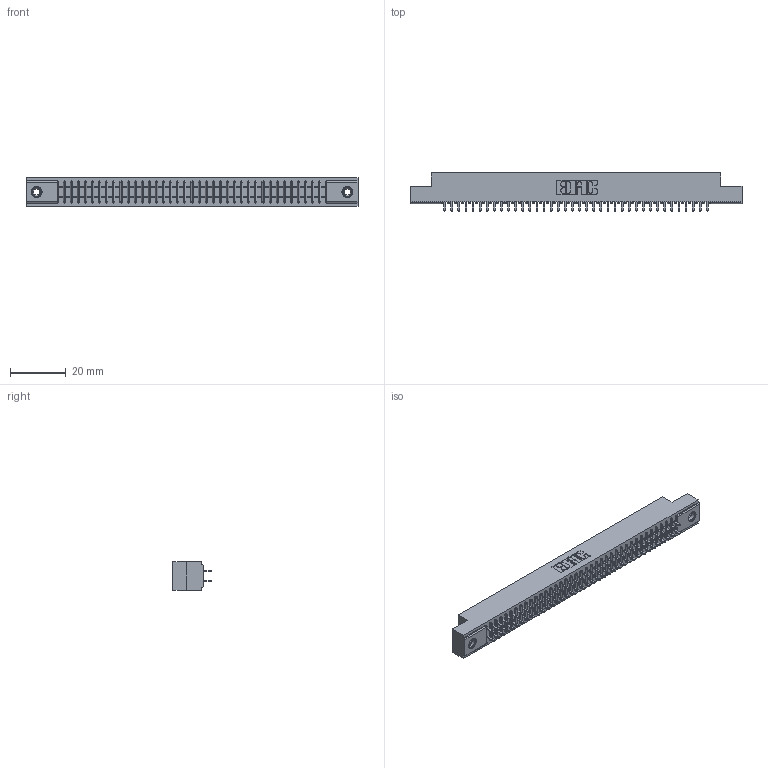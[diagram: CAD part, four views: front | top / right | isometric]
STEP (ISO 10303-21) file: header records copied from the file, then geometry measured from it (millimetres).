
FILE_DESCRIPTION (( 'STEP AP203' ), '1' );
FILE_NAME ('391-076-524-208.STEP', '2018-08-09T15:02:53', ( '' ), ( '' ), 'SwSTEP 2.0', 'SolidWorks 2016', '' );
FILE_SCHEMA (( 'CONFIG_CONTROL_DESIGN' ));
Length unit declared in the file: inch
Products named in the file (4): 341 Part_.156 (3.96) Dia Mounting Holes; 341-292-001_341-292-124; 345-250-001_345-250-003-102; 391-076-524-208
Assembly tree (79 placements, depth 2):
  391-076-524-208
    341 Part_.156 (3.96) Dia Mounting Holes
    341-292-001_341-292-124  x76
    345-250-001_345-250-003-102  x2
Bounding box: 118.75 x 13.64 x 10.16 mm (x, y, z)
Volume: 8751.5 mm3; surface area: 15280.9 mm2
Topology: 79 solids, 79 shells, 5192 faces, 15006 edges, 9714 vertices
Faces by surface type: plane 3140, cylinder 1884, sphere 78, torus 78, cone 12
Entity records: 47706 total; most frequent: CARTESIAN_POINT 7913, ORIENTED_EDGE 7856, DIRECTION 7692, EDGE_CURVE 3928, VECTOR 3166, LINE 3166, VERTEX_POINT 2484, AXIS2_PLACEMENT_3D 2263
